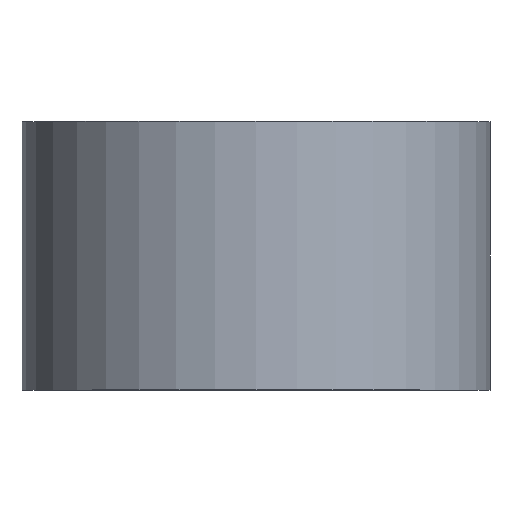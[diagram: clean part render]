
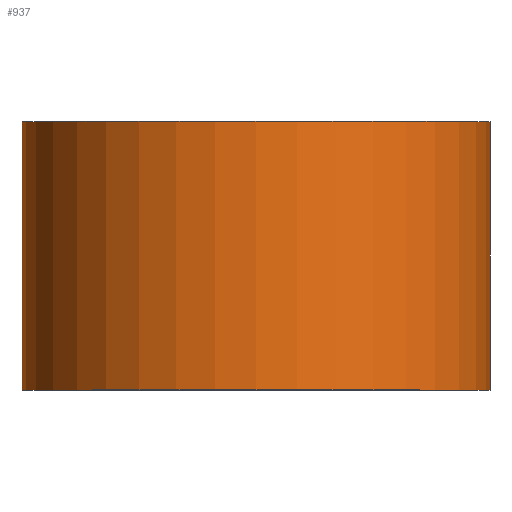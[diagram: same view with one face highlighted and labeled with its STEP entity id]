
A CAD part, top view. The second image highlights one B-rep face of the part: STEP entity #937.
In plain terms, the highlighted cylindrical face has radius 25.025 mm (diameter 50.05 mm), a full revolution.
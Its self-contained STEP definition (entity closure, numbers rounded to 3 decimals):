
#103=LINE('',#1595,#190);
#190=VECTOR('',#1320,25.025);
#208=CYLINDRICAL_SURFACE('',#1037,25.025);
#261=FACE_OUTER_BOUND('',#314,.T.);
#314=EDGE_LOOP('',(#854,#855,#856,#857));
#337=CIRCLE('',#986,25.025);
#357=CIRCLE('',#1017,25.025);
#403=VERTEX_POINT('',#1445);
#442=VERTEX_POINT('',#1542);
#513=EDGE_CURVE('',#403,#403,#337,.T.);
#560=EDGE_CURVE('',#442,#442,#357,.T.);
#587=EDGE_CURVE('',#442,#403,#103,.T.);
#854=ORIENTED_EDGE('',*,*,#560,.T.);
#855=ORIENTED_EDGE('',*,*,#587,.T.);
#856=ORIENTED_EDGE('',*,*,#513,.T.);
#857=ORIENTED_EDGE('',*,*,#587,.F.);
#937=ADVANCED_FACE('',(#261),#208,.T.);
#986=AXIS2_PLACEMENT_3D('',#1446,#1168,#1169);
#1017=AXIS2_PLACEMENT_3D('',#1543,#1257,#1258);
#1037=AXIS2_PLACEMENT_3D('',#1594,#1318,#1319);
#1168=DIRECTION('center_axis',(0.,1.,0.));
#1169=DIRECTION('ref_axis',(1.,0.,0.));
#1257=DIRECTION('center_axis',(0.,-1.,0.));
#1258=DIRECTION('ref_axis',(1.,0.,0.));
#1318=DIRECTION('center_axis',(0.,1.,0.));
#1319=DIRECTION('ref_axis',(1.,0.,0.));
#1320=DIRECTION('',(0.,-1.,0.));
#1445=CARTESIAN_POINT('',(-25.025,39.777,0.));
#1446=CARTESIAN_POINT('Origin',(0.,39.777,0.));
#1542=CARTESIAN_POINT('',(-25.025,68.5,0.));
#1543=CARTESIAN_POINT('Origin',(0.,68.5,0.));
#1594=CARTESIAN_POINT('Origin',(0.,-2.5,0.));
#1595=CARTESIAN_POINT('',(-25.025,-2.5,0.));
